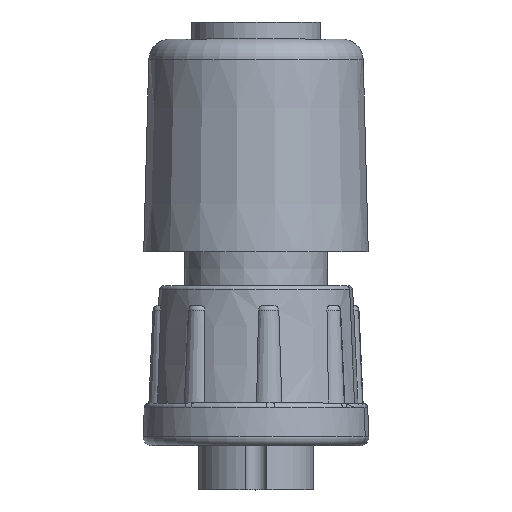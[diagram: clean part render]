
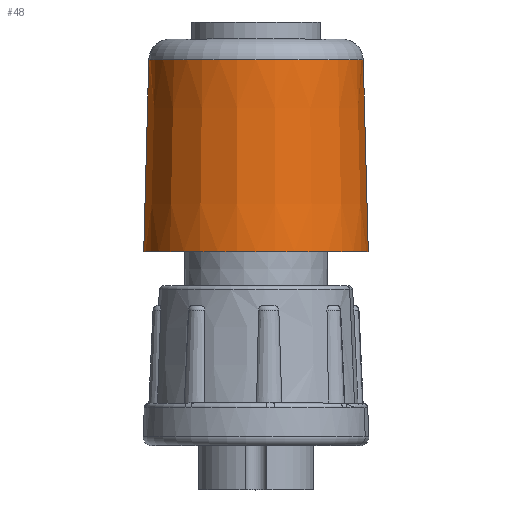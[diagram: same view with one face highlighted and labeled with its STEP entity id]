
A CAD part, top view. The second image highlights one B-rep face of the part: STEP entity #48.
In plain terms, the highlighted conical face has half-angle 1.5 degrees and reference radius 6.706 mm.
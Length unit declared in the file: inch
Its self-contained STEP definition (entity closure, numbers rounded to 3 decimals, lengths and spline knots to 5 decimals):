
#48 = ADVANCED_FACE ( 'NONE', ( #4573 ), #3472, .T. ) ;
#579 = ORIENTED_EDGE ( 'NONE', *, *, #1724, .T. ) ;
#639 = CARTESIAN_POINT ( 'NONE',  ( 0., 0., 0. ) ) ;
#791 = AXIS2_PLACEMENT_3D ( 'NONE', #639, #3961, #1436 ) ;
#1158 = CARTESIAN_POINT ( 'NONE',  ( -0.264, 0., 0. ) ) ;
#1258 = VERTEX_POINT ( 'NONE', #3717 ) ;
#1262 = AXIS2_PLACEMENT_3D ( 'NONE', #1664, #4270, #2035 ) ;
#1317 = DIRECTION ( 'NONE',  ( 0., -1., 0. ) ) ;
#1436 = DIRECTION ( 'NONE',  ( -1., 0., 0. ) ) ;
#1525 = LINE ( 'NONE', #1158, #4383 ) ;
#1624 = CIRCLE ( 'NONE', #1999, 0.264 ) ;
#1664 = CARTESIAN_POINT ( 'NONE',  ( 0., 0.45131, 0. ) ) ;
#1724 = EDGE_CURVE ( 'NONE', #1258, #3409, #1525, .T. ) ;
#1768 = ORIENTED_EDGE ( 'NONE', *, *, #3491, .F. ) ;
#1837 = ORIENTED_EDGE ( 'NONE', *, *, #3485, .T. ) ;
#1979 = VERTEX_POINT ( 'NONE', #4329 ) ;
#1996 = ORIENTED_EDGE ( 'NONE', *, *, #2365, .F. ) ;
#1999 = AXIS2_PLACEMENT_3D ( 'NONE', #3542, #1317, #3905 ) ;
#2035 = DIRECTION ( 'NONE',  ( -1., 0., 0. ) ) ;
#2140 = EDGE_LOOP ( 'NONE', ( #1996, #1837, #579, #1768 ) ) ;
#2277 = LINE ( 'NONE', #2370, #3273 ) ;
#2365 = EDGE_CURVE ( 'NONE', #2823, #1979, #2277, .T. ) ;
#2370 = CARTESIAN_POINT ( 'NONE',  ( 0.264, 0., 0. ) ) ;
#2823 = VERTEX_POINT ( 'NONE', #2992 ) ;
#2992 = CARTESIAN_POINT ( 'NONE',  ( 0.25218, 0.45131, 0. ) ) ;
#3252 = DIRECTION ( 'NONE',  ( -0.026, -1., 0. ) ) ;
#3273 = VECTOR ( 'NONE', #4593, 39.37008 ) ;
#3409 = VERTEX_POINT ( 'NONE', #4577 ) ;
#3472 = CONICAL_SURFACE ( 'NONE', #791, 0.264, 0.026 ) ;
#3485 = EDGE_CURVE ( 'NONE', #2823, #1258, #3607, .T. ) ;
#3491 = EDGE_CURVE ( 'NONE', #1979, #3409, #1624, .T. ) ;
#3542 = CARTESIAN_POINT ( 'NONE',  ( 0., 0., 0. ) ) ;
#3607 = CIRCLE ( 'NONE', #1262, 0.25218 ) ;
#3717 = CARTESIAN_POINT ( 'NONE',  ( -0.25218, 0.45131, 0. ) ) ;
#3905 = DIRECTION ( 'NONE',  ( -1., 0., 0. ) ) ;
#3961 = DIRECTION ( 'NONE',  ( 0., -1., 0. ) ) ;
#4270 = DIRECTION ( 'NONE',  ( 0., -1., 0. ) ) ;
#4329 = CARTESIAN_POINT ( 'NONE',  ( 0.264, 0., 0. ) ) ;
#4383 = VECTOR ( 'NONE', #3252, 39.37008 ) ;
#4573 = FACE_OUTER_BOUND ( 'NONE', #2140, .T. ) ;
#4577 = CARTESIAN_POINT ( 'NONE',  ( -0.264, 0., 0. ) ) ;
#4593 = DIRECTION ( 'NONE',  ( 0.026, -1., 0. ) ) ;
